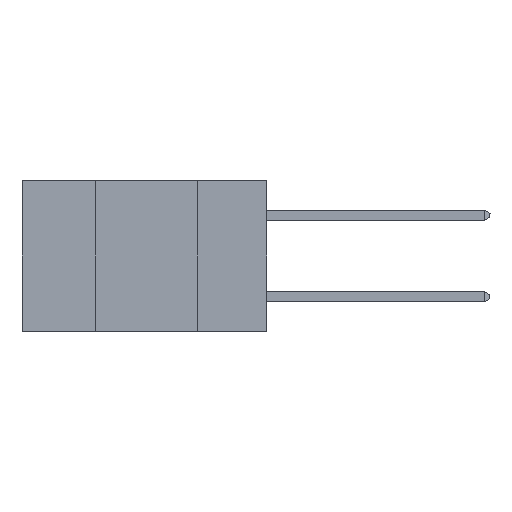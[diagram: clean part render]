
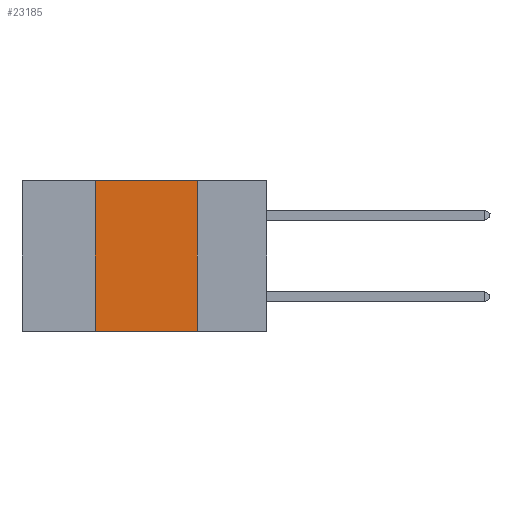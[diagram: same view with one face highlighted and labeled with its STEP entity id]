
A CAD part, left-side view. The second image highlights one B-rep face of the part: STEP entity #23185.
In plain terms, the highlighted planar face has unit normal (-1, 0, 0).
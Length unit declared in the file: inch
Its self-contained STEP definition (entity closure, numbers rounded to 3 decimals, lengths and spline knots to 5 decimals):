
#3252 = ORIENTED_EDGE ( 'NONE', *, *, #8109, .T. ) ;
#3359 = LINE ( 'NONE', #11093, #32142 ) ;
#4209 = CARTESIAN_POINT ( 'NONE',  ( 0., 0.42, 0. ) ) ;
#4721 = FACE_OUTER_BOUND ( 'NONE', #29656, .T. ) ;
#5431 = DIRECTION ( 'NONE',  ( 0., -1., 0. ) ) ;
#5619 = CARTESIAN_POINT ( 'NONE',  ( 0., 0.6, 0. ) ) ;
#7447 = CARTESIAN_POINT ( 'NONE',  ( 0., 0.42, 0. ) ) ;
#8109 = EDGE_CURVE ( 'NONE', #11144, #32183, #3359, .T. ) ;
#9141 = VERTEX_POINT ( 'NONE', #7447 ) ;
#9427 = CARTESIAN_POINT ( 'NONE',  ( 0., 0.17, -0.37 ) ) ;
#10100 = CARTESIAN_POINT ( 'NONE',  ( 0., 0.17, 0. ) ) ;
#11093 = CARTESIAN_POINT ( 'NONE',  ( 0., 0.6, -0.37 ) ) ;
#11144 = VERTEX_POINT ( 'NONE', #30645 ) ;
#11467 = AXIS2_PLACEMENT_3D ( 'NONE', #5619, #27244, #22291 ) ;
#12505 = DIRECTION ( 'NONE',  ( 0., -1., 0. ) ) ;
#12800 = DIRECTION ( 'NONE',  ( 0., 0., 1. ) ) ;
#14308 = VECTOR ( 'NONE', #12505, 39.37008 ) ;
#15142 = ORIENTED_EDGE ( 'NONE', *, *, #21021, .F. ) ;
#16046 = VERTEX_POINT ( 'NONE', #10100 ) ;
#16983 = EDGE_CURVE ( 'NONE', #11144, #9141, #29107, .T. ) ;
#17789 = ORIENTED_EDGE ( 'NONE', *, *, #16983, .F. ) ;
#17959 = EDGE_CURVE ( 'NONE', #16046, #32183, #32488, .T. ) ;
#20959 = LINE ( 'NONE', #29538, #14308 ) ;
#21021 = EDGE_CURVE ( 'NONE', #9141, #16046, #20959, .T. ) ;
#21583 = PLANE ( 'NONE',  #11467 ) ;
#22291 = DIRECTION ( 'NONE',  ( 0., 0., -1. ) ) ;
#23185 = ADVANCED_FACE ( 'NONE', ( #4721 ), #21583, .F. ) ;
#24263 = DIRECTION ( 'NONE',  ( 0., 0., -1. ) ) ;
#27244 = DIRECTION ( 'NONE',  ( 1., 0., 0. ) ) ;
#28125 = VECTOR ( 'NONE', #12800, 39.37008 ) ;
#29107 = LINE ( 'NONE', #4209, #28125 ) ;
#29279 = ORIENTED_EDGE ( 'NONE', *, *, #17959, .F. ) ;
#29538 = CARTESIAN_POINT ( 'NONE',  ( 0., 0.6, 0. ) ) ;
#29656 = EDGE_LOOP ( 'NONE', ( #29279, #15142, #17789, #3252 ) ) ;
#30450 = CARTESIAN_POINT ( 'NONE',  ( 0., 0.17, 0. ) ) ;
#30645 = CARTESIAN_POINT ( 'NONE',  ( 0., 0.42, -0.37 ) ) ;
#32142 = VECTOR ( 'NONE', #5431, 39.37008 ) ;
#32183 = VERTEX_POINT ( 'NONE', #9427 ) ;
#32488 = LINE ( 'NONE', #30450, #33404 ) ;
#33404 = VECTOR ( 'NONE', #24263, 39.37008 ) ;
